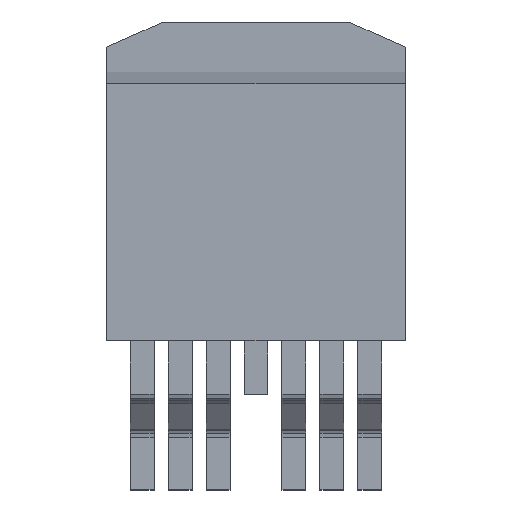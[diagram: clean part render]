
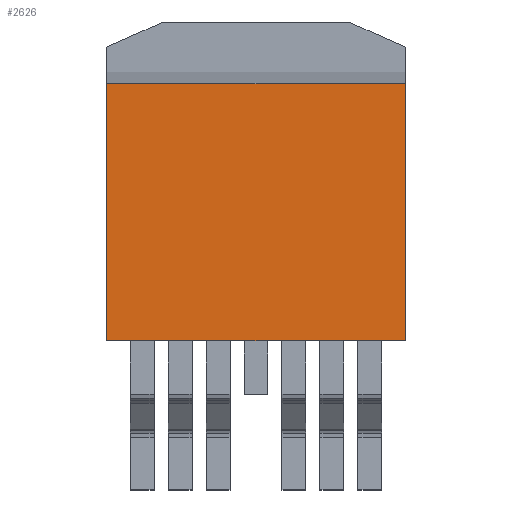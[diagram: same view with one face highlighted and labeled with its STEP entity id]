
A CAD part, top view. The second image highlights one B-rep face of the part: STEP entity #2626.
In plain terms, the highlighted planar face has unit normal (0, 0, 1).
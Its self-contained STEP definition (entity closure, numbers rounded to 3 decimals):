
#258 = PLANE('',#259);
#259 = AXIS2_PLACEMENT_3D('',#260,#261,#262);
#260 = CARTESIAN_POINT('',(5.,-0.845,4.788));
#261 = DIRECTION('',(0.,-1.,0.));
#262 = DIRECTION('',(1.,0.,0.));
#1267 = VERTEX_POINT('',#1268);
#1268 = CARTESIAN_POINT('',(5.,-0.845,4.788));
#1282 = PLANE('',#1283);
#1283 = AXIS2_PLACEMENT_3D('',#1284,#1285,#1286);
#1284 = CARTESIAN_POINT('',(5.,-0.845,1.638));
#1285 = DIRECTION('',(-1.,0.,0.));
#1286 = DIRECTION('',(0.,0.,1.));
#1294 = EDGE_CURVE('',#1267,#1295,#1297,.T.);
#1295 = VERTEX_POINT('',#1296);
#1296 = CARTESIAN_POINT('',(-5.,-0.845,4.788));
#1297 = SURFACE_CURVE('',#1298,(#1302,#1309),.PCURVE_S1.);
#1298 = LINE('',#1299,#1300);
#1299 = CARTESIAN_POINT('',(5.,-0.845,4.788));
#1300 = VECTOR('',#1301,1.);
#1301 = DIRECTION('',(-1.,0.,0.));
#1302 = PCURVE('',#258,#1303);
#1303 = DEFINITIONAL_REPRESENTATION('',(#1304),#1308);
#1304 = LINE('',#1305,#1306);
#1305 = CARTESIAN_POINT('',(0.,0.));
#1306 = VECTOR('',#1307,1.);
#1307 = DIRECTION('',(-1.,0.));
#1308 = ( GEOMETRIC_REPRESENTATION_CONTEXT(2) 
PARAMETRIC_REPRESENTATION_CONTEXT() REPRESENTATION_CONTEXT('2D SPACE',''
  ) );
#1309 = PCURVE('',#1310,#1315);
#1310 = PLANE('',#1311);
#1311 = AXIS2_PLACEMENT_3D('',#1312,#1313,#1314);
#1312 = CARTESIAN_POINT('',(5.,7.765,4.788));
#1313 = DIRECTION('',(0.,0.,1.));
#1314 = DIRECTION('',(1.,0.,0.));
#1315 = DEFINITIONAL_REPRESENTATION('',(#1316),#1320);
#1316 = LINE('',#1317,#1318);
#1317 = CARTESIAN_POINT('',(0.,-8.61));
#1318 = VECTOR('',#1319,1.);
#1319 = DIRECTION('',(-1.,0.));
#1320 = ( GEOMETRIC_REPRESENTATION_CONTEXT(2) 
PARAMETRIC_REPRESENTATION_CONTEXT() REPRESENTATION_CONTEXT('2D SPACE',''
  ) );
#1336 = PLANE('',#1337);
#1337 = AXIS2_PLACEMENT_3D('',#1338,#1339,#1340);
#1338 = CARTESIAN_POINT('',(-5.,-0.845,1.638));
#1339 = DIRECTION('',(-1.,0.,0.));
#1340 = DIRECTION('',(0.,0.,1.));
#2554 = EDGE_CURVE('',#1267,#2555,#2557,.T.);
#2555 = VERTEX_POINT('',#2556);
#2556 = CARTESIAN_POINT('',(5.,7.765,4.788));
#2557 = SURFACE_CURVE('',#2558,(#2562,#2569),.PCURVE_S1.);
#2558 = LINE('',#2559,#2560);
#2559 = CARTESIAN_POINT('',(5.,-0.845,4.788));
#2560 = VECTOR('',#2561,1.);
#2561 = DIRECTION('',(0.,1.,0.));
#2562 = PCURVE('',#1282,#2563);
#2563 = DEFINITIONAL_REPRESENTATION('',(#2564),#2568);
#2564 = LINE('',#2565,#2566);
#2565 = CARTESIAN_POINT('',(3.15,0.));
#2566 = VECTOR('',#2567,1.);
#2567 = DIRECTION('',(0.,1.));
#2568 = ( GEOMETRIC_REPRESENTATION_CONTEXT(2) 
PARAMETRIC_REPRESENTATION_CONTEXT() REPRESENTATION_CONTEXT('2D SPACE',''
  ) );
#2569 = PCURVE('',#1310,#2570);
#2570 = DEFINITIONAL_REPRESENTATION('',(#2571),#2575);
#2571 = LINE('',#2572,#2573);
#2572 = CARTESIAN_POINT('',(0.,-8.61));
#2573 = VECTOR('',#2574,1.);
#2574 = DIRECTION('',(0.,1.));
#2575 = ( GEOMETRIC_REPRESENTATION_CONTEXT(2) 
PARAMETRIC_REPRESENTATION_CONTEXT() REPRESENTATION_CONTEXT('2D SPACE',''
  ) );
#2593 = PLANE('',#2594);
#2594 = AXIS2_PLACEMENT_3D('',#2595,#2596,#2597);
#2595 = CARTESIAN_POINT('',(5.,8.155,1.638));
#2596 = DIRECTION('',(0.,0.992,0.123
    ));
#2597 = DIRECTION('',(0.,0.123,-0.992
    ));
#2626 = ADVANCED_FACE('',(#2627),#1310,.T.);
#2627 = FACE_BOUND('',#2628,.T.);
#2628 = EDGE_LOOP('',(#2629,#2630,#2631,#2654));
#2629 = ORIENTED_EDGE('',*,*,#1294,.F.);
#2630 = ORIENTED_EDGE('',*,*,#2554,.T.);
#2631 = ORIENTED_EDGE('',*,*,#2632,.F.);
#2632 = EDGE_CURVE('',#2633,#2555,#2635,.T.);
#2633 = VERTEX_POINT('',#2634);
#2634 = CARTESIAN_POINT('',(-5.,7.765,4.788));
#2635 = SURFACE_CURVE('',#2636,(#2640,#2647),.PCURVE_S1.);
#2636 = LINE('',#2637,#2638);
#2637 = CARTESIAN_POINT('',(5.,7.765,4.788));
#2638 = VECTOR('',#2639,1.);
#2639 = DIRECTION('',(1.,0.,0.));
#2640 = PCURVE('',#1310,#2641);
#2641 = DEFINITIONAL_REPRESENTATION('',(#2642),#2646);
#2642 = LINE('',#2643,#2644);
#2643 = CARTESIAN_POINT('',(0.,0.));
#2644 = VECTOR('',#2645,1.);
#2645 = DIRECTION('',(1.,0.));
#2646 = ( GEOMETRIC_REPRESENTATION_CONTEXT(2) 
PARAMETRIC_REPRESENTATION_CONTEXT() REPRESENTATION_CONTEXT('2D SPACE',''
  ) );
#2647 = PCURVE('',#2593,#2648);
#2648 = DEFINITIONAL_REPRESENTATION('',(#2649),#2653);
#2649 = LINE('',#2650,#2651);
#2650 = CARTESIAN_POINT('',(-3.174,0.));
#2651 = VECTOR('',#2652,1.);
#2652 = DIRECTION('',(0.,-1.));
#2653 = ( GEOMETRIC_REPRESENTATION_CONTEXT(2) 
PARAMETRIC_REPRESENTATION_CONTEXT() REPRESENTATION_CONTEXT('2D SPACE',''
  ) );
#2654 = ORIENTED_EDGE('',*,*,#2655,.F.);
#2655 = EDGE_CURVE('',#1295,#2633,#2656,.T.);
#2656 = SURFACE_CURVE('',#2657,(#2661,#2668),.PCURVE_S1.);
#2657 = LINE('',#2658,#2659);
#2658 = CARTESIAN_POINT('',(-5.,-0.845,4.788));
#2659 = VECTOR('',#2660,1.);
#2660 = DIRECTION('',(0.,1.,0.));
#2661 = PCURVE('',#1310,#2662);
#2662 = DEFINITIONAL_REPRESENTATION('',(#2663),#2667);
#2663 = LINE('',#2664,#2665);
#2664 = CARTESIAN_POINT('',(-10.,-8.61));
#2665 = VECTOR('',#2666,1.);
#2666 = DIRECTION('',(0.,1.));
#2667 = ( GEOMETRIC_REPRESENTATION_CONTEXT(2) 
PARAMETRIC_REPRESENTATION_CONTEXT() REPRESENTATION_CONTEXT('2D SPACE',''
  ) );
#2668 = PCURVE('',#1336,#2669);
#2669 = DEFINITIONAL_REPRESENTATION('',(#2670),#2674);
#2670 = LINE('',#2671,#2672);
#2671 = CARTESIAN_POINT('',(3.15,0.));
#2672 = VECTOR('',#2673,1.);
#2673 = DIRECTION('',(0.,1.));
#2674 = ( GEOMETRIC_REPRESENTATION_CONTEXT(2) 
PARAMETRIC_REPRESENTATION_CONTEXT() REPRESENTATION_CONTEXT('2D SPACE',''
  ) );
